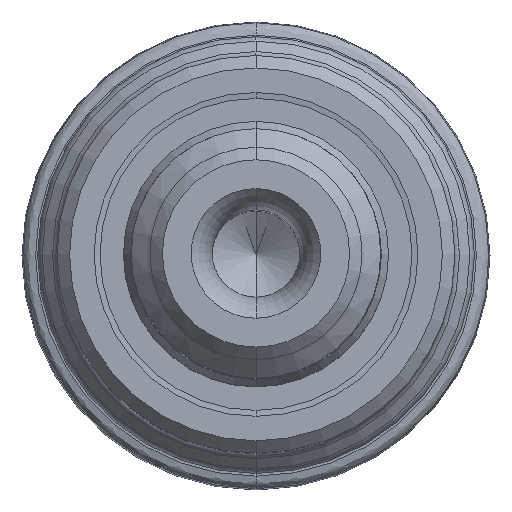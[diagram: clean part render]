
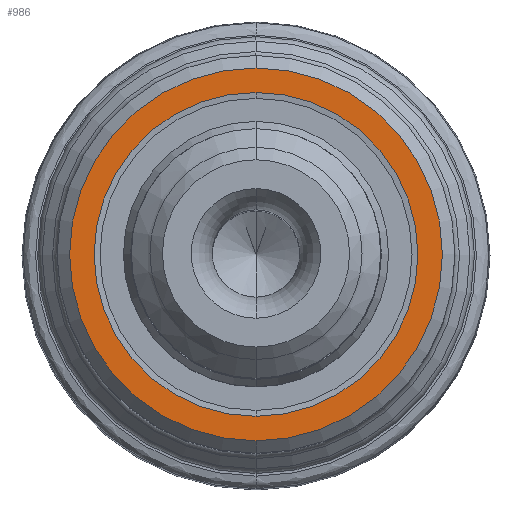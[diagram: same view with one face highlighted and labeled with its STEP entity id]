
A CAD part, top view. The second image highlights one B-rep face of the part: STEP entity #986.
In plain terms, the highlighted face is planar.
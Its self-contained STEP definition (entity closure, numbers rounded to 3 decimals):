
#95=CARTESIAN_POINT('',(0.,0.,0.));
#96=DIRECTION('',(0.,0.,-1.));
#97=DIRECTION('',(0.,1.,0.));
#98=AXIS2_PLACEMENT_3D('',#95,#96,#97);
#103=CARTESIAN_POINT('',(0.,0.,0.));
#104=DIRECTION('',(0.,0.,1.));
#105=DIRECTION('',(0.,1.,0.));
#106=AXIS2_PLACEMENT_3D('',#103,#104,#105);
#125=CARTESIAN_POINT('',(0.,0.,0.));
#126=DIRECTION('',(0.,0.,1.));
#127=DIRECTION('',(0.,1.,0.));
#128=AXIS2_PLACEMENT_3D('',#125,#126,#127);
#133=CARTESIAN_POINT('',(0.,0.,0.));
#134=DIRECTION('',(0.,0.,-1.));
#135=DIRECTION('',(0.,1.,0.));
#136=AXIS2_PLACEMENT_3D('',#133,#134,#135);
#821=CARTESIAN_POINT('',(0.,5.975,0.));
#823=VERTEX_POINT('',#821);
#851=CARTESIAN_POINT('',(0.,-5.975,0.));
#853=VERTEX_POINT('',#851);
#855=CARTESIAN_POINT('',(0.,5.19,0.));
#856=CARTESIAN_POINT('',(0.,-5.19,0.));
#857=VERTEX_POINT('',#855);
#858=VERTEX_POINT('',#856);
#971=CARTESIAN_POINT('',(0.,0.,0.));
#972=DIRECTION('',(0.,0.,-1.));
#973=DIRECTION('',(0.,-1.,0.));
#974=AXIS2_PLACEMENT_3D('',#971,#972,#973);
#975=PLANE('',#974);
#977=ORIENTED_EDGE('',*,*,#976,.T.);
#979=ORIENTED_EDGE('',*,*,#978,.F.);
#980=EDGE_LOOP('',(#977,#979));
#981=FACE_OUTER_BOUND('',#980,.F.);
#982=ORIENTED_EDGE('',*,*,#953,.T.);
#983=ORIENTED_EDGE('',*,*,#938,.F.);
#984=EDGE_LOOP('',(#982,#983));
#985=FACE_BOUND('',#984,.F.);
#986=ADVANCED_FACE('',(#981,#985),#975,.T.);
#99=CIRCLE('',#98,5.19);
#107=CIRCLE('',#106,5.19);
#129=CIRCLE('',#128,5.975);
#137=CIRCLE('',#136,5.975);
#938=EDGE_CURVE('',#857,#858,#107,.T.);
#953=EDGE_CURVE('',#857,#858,#99,.T.);
#976=EDGE_CURVE('',#823,#853,#129,.T.);
#978=EDGE_CURVE('',#823,#853,#137,.T.);
